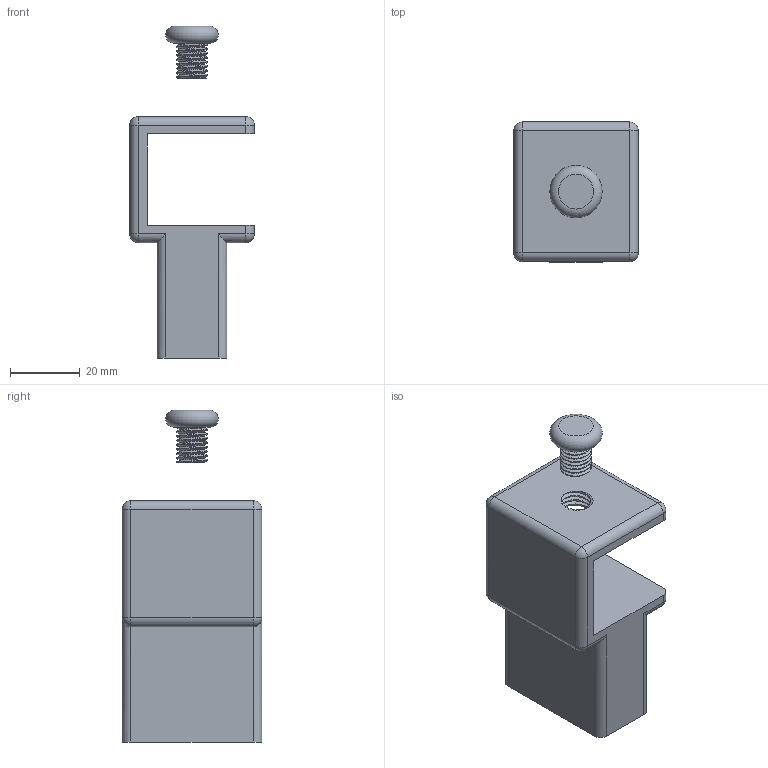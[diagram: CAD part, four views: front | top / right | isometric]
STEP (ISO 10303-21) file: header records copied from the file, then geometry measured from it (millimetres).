
FILE_DESCRIPTION(/* description */ (''),/* implementation_level */ '2;1');
FILE_NAME(/* name */ 'PMMA Rod Mount.step',/* time_stamp */ '2023-11-25T19:34:43-06:00',/* author */ (''),/* organization */ (''),/* preprocessor_version */ 'ST-DEVELOPER v20',/* originating_system */ 'Autodesk Translation Framework v12.14.0.127',/* authorisation */ '');
FILE_SCHEMA (('AUTOMOTIVE_DESIGN { 1 0 10303 214 3 1 1 }'));
Length unit declared in the file: millimetre
Products named in the file (2): (Unsaved); Glass Prism Mount
Assembly tree (1 placements, depth 2):
  (Unsaved)
    Glass Prism Mount
Bounding box: 35.75 x 40 x 95.1 mm (x, y, z)
Volume: 45397.8 mm3; surface area: 13955.7 mm2
Topology: 2 solids, 2 shells, 79 faces, 191 edges, 118 vertices
Faces by surface type: cylinder 48, plane 18, sphere 8, bspline 4, torus 1
Full cylindrical faces by diameter (mm): 7.446 x2, 8.526 x2, 8.866 x5, 10.198 x3, 10.5 x1
Entity records: 4759 total; most frequent: CARTESIAN_POINT 2960, ORIENTED_EDGE 382, DIRECTION 334, EDGE_CURVE 191, AXIS2_PLACEMENT_3D 127, VERTEX_POINT 118, EDGE_LOOP 83, LINE 80
